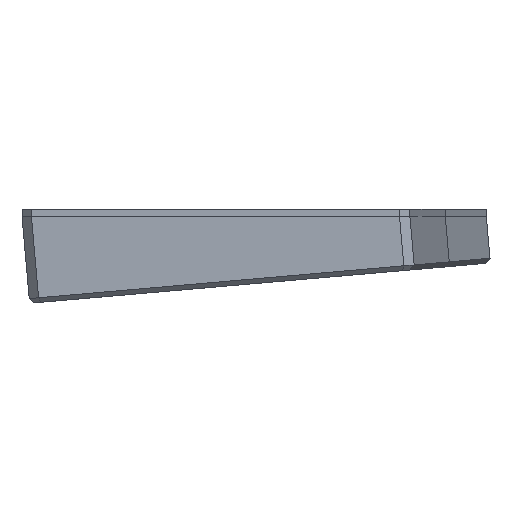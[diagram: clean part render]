
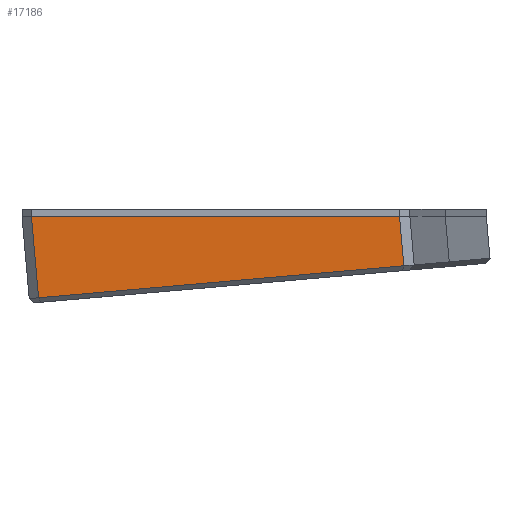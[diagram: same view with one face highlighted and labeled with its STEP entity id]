
A CAD part, left-side view. The second image highlights one B-rep face of the part: STEP entity #17186.
In plain terms, the highlighted planar face has unit normal (-1, 0, 0).
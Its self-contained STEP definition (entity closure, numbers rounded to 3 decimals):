
#971=PLANE('',#18098);
#1779=FACE_OUTER_BOUND('',#2781,.T.);
#2781=EDGE_LOOP('',(#15538,#15539,#15540,#15541));
#4809=LINE('',#28940,#6886);
#4823=LINE('',#28967,#6900);
#4825=LINE('',#28971,#6902);
#4826=LINE('',#28972,#6903);
#6886=VECTOR('',#21513,10.);
#6900=VECTOR('',#21545,10.);
#6902=VECTOR('',#21549,10.);
#6903=VECTOR('',#21550,10.);
#8742=VERTEX_POINT('',#28937);
#8743=VERTEX_POINT('',#28939);
#8747=VERTEX_POINT('',#28966);
#8748=VERTEX_POINT('',#28970);
#11046=EDGE_CURVE('',#8742,#8743,#4809,.T.);
#11060=EDGE_CURVE('',#8743,#8747,#4823,.T.);
#11062=EDGE_CURVE('',#8748,#8742,#4825,.T.);
#11063=EDGE_CURVE('',#8748,#8747,#4826,.T.);
#15538=ORIENTED_EDGE('',*,*,#11046,.F.);
#15539=ORIENTED_EDGE('',*,*,#11062,.F.);
#15540=ORIENTED_EDGE('',*,*,#11063,.T.);
#15541=ORIENTED_EDGE('',*,*,#11060,.F.);
#17186=ADVANCED_FACE('',(#1779),#971,.T.);
#18098=AXIS2_PLACEMENT_3D('',#28969,#21547,#21548);
#21513=DIRECTION('',(0.,0.996,-0.087));
#21545=DIRECTION('',(0.,0.087,0.996));
#21547=DIRECTION('center_axis',(-1.,0.,0.));
#21548=DIRECTION('ref_axis',(0.,1.,0.));
#21549=DIRECTION('',(0.,-0.087,-0.996));
#21550=DIRECTION('',(0.,1.,0.));
#28937=CARTESIAN_POINT('',(43.245,15.831,-10.572));
#28939=CARTESIAN_POINT('',(43.245,93.633,-17.379));
#28940=CARTESIAN_POINT('',(43.245,54.732,-13.975));
#28966=CARTESIAN_POINT('',(43.245,95.153,0.));
#28967=CARTESIAN_POINT('',(43.245,94.855,-3.403));
#28969=CARTESIAN_POINT('Origin',(43.245,14.749,0.));
#28970=CARTESIAN_POINT('',(43.245,16.756,0.));
#28971=CARTESIAN_POINT('',(43.245,16.712,-0.51));
#28972=CARTESIAN_POINT('',(43.245,14.749,0.));
